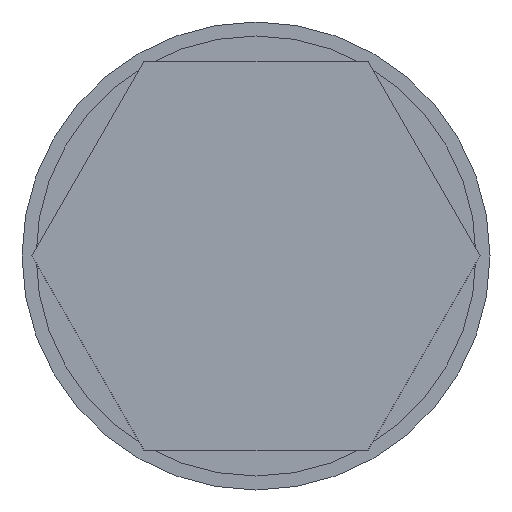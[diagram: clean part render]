
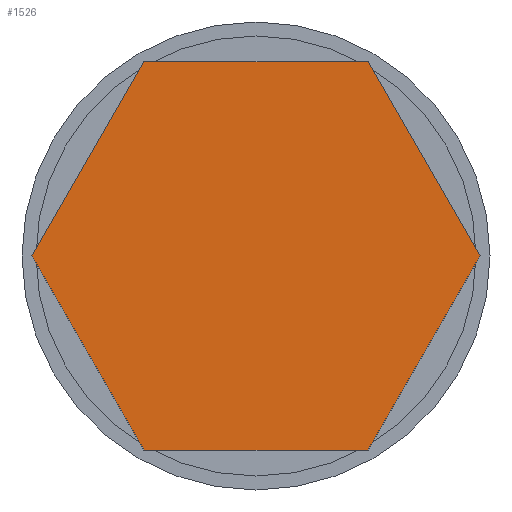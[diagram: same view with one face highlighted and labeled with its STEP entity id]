
A CAD part, left-side view. The second image highlights one B-rep face of the part: STEP entity #1526.
In plain terms, the highlighted planar face has unit normal (-1, 0, 0).
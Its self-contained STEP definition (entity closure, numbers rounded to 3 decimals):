
#17 = DIRECTION ( 'NONE',  ( 0., -0.5, 0.866 ) ) ;
#30 = CARTESIAN_POINT ( 'NONE',  ( -8.5, 5.6, 0. ) ) ;
#35 = VECTOR ( 'NONE', #294, 1000. ) ;
#60 = ORIENTED_EDGE ( 'NONE', *, *, #2876, .F. ) ;
#123 = LINE ( 'NONE', #391, #35 ) ;
#131 = LINE ( 'NONE', #1525, #703 ) ;
#143 = VERTEX_POINT ( 'NONE', #778 ) ;
#215 = AXIS2_PLACEMENT_3D ( 'NONE', #2058, #1615, #1358 ) ;
#288 = CARTESIAN_POINT ( 'NONE',  ( -8.5, 5.6, 0. ) ) ;
#294 = DIRECTION ( 'NONE',  ( 0., -0.5, -0.866 ) ) ;
#310 = VECTOR ( 'NONE', #2483, 1000. ) ;
#391 = CARTESIAN_POINT ( 'NONE',  ( -8.5, -2.8, 4.85 ) ) ;
#426 = VECTOR ( 'NONE', #960, 1000. ) ;
#469 = ORIENTED_EDGE ( 'NONE', *, *, #2677, .F. ) ;
#525 = ORIENTED_EDGE ( 'NONE', *, *, #2805, .F. ) ;
#531 = VECTOR ( 'NONE', #17, 1000. ) ;
#692 = CARTESIAN_POINT ( 'NONE',  ( -8.5, 2.8, -4.85 ) ) ;
#703 = VECTOR ( 'NONE', #2222, 1000. ) ;
#713 = DIRECTION ( 'NONE',  ( 0., 0.5, 0.866 ) ) ;
#740 = CARTESIAN_POINT ( 'NONE',  ( -8.5, -2.8, 4.85 ) ) ;
#778 = CARTESIAN_POINT ( 'NONE',  ( -8.5, 2.8, 4.85 ) ) ;
#799 = VERTEX_POINT ( 'NONE', #2597 ) ;
#865 = PLANE ( 'NONE',  #215 ) ;
#960 = DIRECTION ( 'NONE',  ( 0., 1., 0. ) ) ;
#971 = ORIENTED_EDGE ( 'NONE', *, *, #1901, .F. ) ;
#1011 = ORIENTED_EDGE ( 'NONE', *, *, #2842, .F. ) ;
#1107 = LINE ( 'NONE', #1127, #426 ) ;
#1127 = CARTESIAN_POINT ( 'NONE',  ( -8.5, -2.8, -4.85 ) ) ;
#1252 = FACE_OUTER_BOUND ( 'NONE', #1446, .T. ) ;
#1299 = LINE ( 'NONE', #30, #531 ) ;
#1358 = DIRECTION ( 'NONE',  ( 0., 0., -1. ) ) ;
#1446 = EDGE_LOOP ( 'NONE', ( #1011, #971, #60, #525, #1672, #469 ) ) ;
#1525 = CARTESIAN_POINT ( 'NONE',  ( -8.5, 2.8, 4.85 ) ) ;
#1526 = ADVANCED_FACE ( 'NONE', ( #1252 ), #865, .T. ) ;
#1602 = VERTEX_POINT ( 'NONE', #288 ) ;
#1615 = DIRECTION ( 'NONE',  ( -1., 0., 0. ) ) ;
#1672 = ORIENTED_EDGE ( 'NONE', *, *, #2779, .F. ) ;
#1770 = VERTEX_POINT ( 'NONE', #740 ) ;
#1901 = EDGE_CURVE ( 'NONE', #143, #1770, #131, .T. ) ;
#2058 = CARTESIAN_POINT ( 'NONE',  ( -8.5, 0., 0. ) ) ;
#2129 = VECTOR ( 'NONE', #713, 1000. ) ;
#2191 = LINE ( 'NONE', #692, #2129 ) ;
#2222 = DIRECTION ( 'NONE',  ( 0., -1., 0. ) ) ;
#2235 = LINE ( 'NONE', #2646, #310 ) ;
#2287 = CARTESIAN_POINT ( 'NONE',  ( -8.5, -5.6, 0. ) ) ;
#2483 = DIRECTION ( 'NONE',  ( 0., 0.5, -0.866 ) ) ;
#2532 = CARTESIAN_POINT ( 'NONE',  ( -8.5, -2.8, -4.85 ) ) ;
#2536 = VERTEX_POINT ( 'NONE', #2287 ) ;
#2597 = CARTESIAN_POINT ( 'NONE',  ( -8.5, 2.8, -4.85 ) ) ;
#2646 = CARTESIAN_POINT ( 'NONE',  ( -8.5, -5.6, 0. ) ) ;
#2677 = EDGE_CURVE ( 'NONE', #2536, #3077, #2235, .T. ) ;
#2779 = EDGE_CURVE ( 'NONE', #3077, #799, #1107, .T. ) ;
#2805 = EDGE_CURVE ( 'NONE', #799, #1602, #2191, .T. ) ;
#2842 = EDGE_CURVE ( 'NONE', #1770, #2536, #123, .T. ) ;
#2876 = EDGE_CURVE ( 'NONE', #1602, #143, #1299, .T. ) ;
#3077 = VERTEX_POINT ( 'NONE', #2532 ) ;
